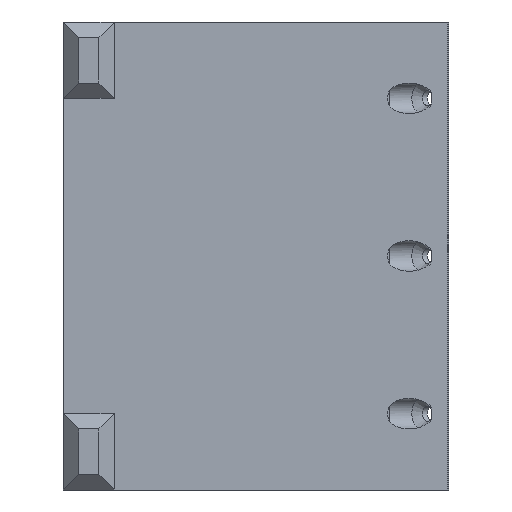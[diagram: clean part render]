
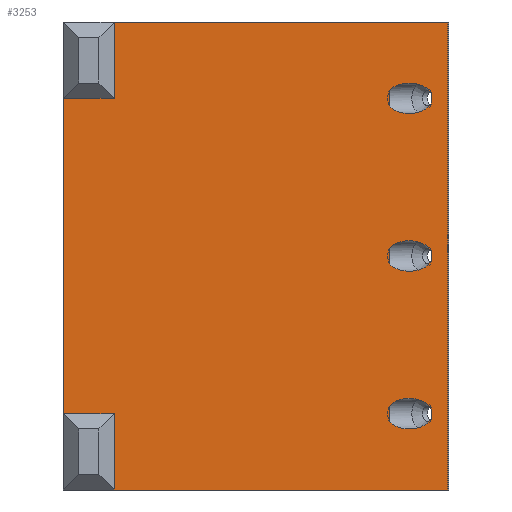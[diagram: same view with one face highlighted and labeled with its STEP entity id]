
A CAD part, front view. The second image highlights one B-rep face of the part: STEP entity #3253.
In plain terms, the highlighted planar face has unit normal (0, -1, 0).
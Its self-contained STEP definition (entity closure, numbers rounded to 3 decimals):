
#36=(
BOUNDED_CURVE()
B_SPLINE_CURVE(2,(#5227,#5228,#5229),.UNSPECIFIED.,.F.,.F.)
B_SPLINE_CURVE_WITH_KNOTS((3,3),(7.654,8.532),
 .UNSPECIFIED.)
CURVE()
GEOMETRIC_REPRESENTATION_ITEM()
RATIONAL_B_SPLINE_CURVE((2.172,2.179,2.172))
REPRESENTATION_ITEM('')
);
#37=(
BOUNDED_CURVE()
B_SPLINE_CURVE(2,(#5237,#5238,#5239),.UNSPECIFIED.,.F.,.F.)
B_SPLINE_CURVE_WITH_KNOTS((3,3),(7.654,8.532),
 .UNSPECIFIED.)
CURVE()
GEOMETRIC_REPRESENTATION_ITEM()
RATIONAL_B_SPLINE_CURVE((2.172,2.179,2.172))
REPRESENTATION_ITEM('')
);
#38=(
BOUNDED_CURVE()
B_SPLINE_CURVE(2,(#5247,#5248,#5249),.UNSPECIFIED.,.F.,.F.)
B_SPLINE_CURVE_WITH_KNOTS((3,3),(7.654,8.532),
 .UNSPECIFIED.)
CURVE()
GEOMETRIC_REPRESENTATION_ITEM()
RATIONAL_B_SPLINE_CURVE((2.172,2.179,2.172))
REPRESENTATION_ITEM('')
);
#100=ELLIPSE('',#3506,4.559,3.);
#101=ELLIPSE('',#3507,4.559,3.);
#102=ELLIPSE('',#3508,4.559,3.);
#103=ELLIPSE('',#3509,4.559,3.);
#104=ELLIPSE('',#3510,4.559,3.);
#105=ELLIPSE('',#3511,4.559,3.);
#211=FACE_BOUND('',#517,.T.);
#212=FACE_BOUND('',#518,.T.);
#213=FACE_BOUND('',#519,.T.);
#299=FACE_OUTER_BOUND('',#516,.T.);
#516=EDGE_LOOP('',(#2628,#2629,#2630,#2631,#2632,#2633,#2634,#2635));
#517=EDGE_LOOP('',(#2636,#2637,#2638,#2639));
#518=EDGE_LOOP('',(#2640,#2641,#2642,#2643));
#519=EDGE_LOOP('',(#2644,#2645,#2646,#2647));
#722=LINE('',#4747,#1080);
#865=LINE('',#5162,#1223);
#871=LINE('',#5177,#1229);
#872=LINE('',#5179,#1230);
#874=LINE('',#5183,#1232);
#880=LINE('',#5194,#1238);
#891=LINE('',#5216,#1249);
#892=LINE('',#5224,#1250);
#893=LINE('',#5233,#1251);
#894=LINE('',#5243,#1252);
#895=LINE('',#5253,#1253);
#1080=VECTOR('',#3785,10.);
#1223=VECTOR('',#4114,10.);
#1229=VECTOR('',#4126,10.);
#1230=VECTOR('',#4129,10.);
#1232=VECTOR('',#4133,10.);
#1238=VECTOR('',#4141,10.);
#1249=VECTOR('',#4160,10.);
#1250=VECTOR('',#4171,10.);
#1251=VECTOR('',#4174,10.);
#1252=VECTOR('',#4179,10.);
#1253=VECTOR('',#4184,10.);
#1428=VERTEX_POINT('',#4727);
#1435=VERTEX_POINT('',#4745);
#1570=VERTEX_POINT('',#5149);
#1574=VERTEX_POINT('',#5161);
#1580=VERTEX_POINT('',#5175);
#1581=VERTEX_POINT('',#5182);
#1585=VERTEX_POINT('',#5192);
#1592=VERTEX_POINT('',#5214);
#1595=VERTEX_POINT('',#5225);
#1596=VERTEX_POINT('',#5226);
#1597=VERTEX_POINT('',#5230);
#1598=VERTEX_POINT('',#5232);
#1599=VERTEX_POINT('',#5235);
#1600=VERTEX_POINT('',#5236);
#1601=VERTEX_POINT('',#5240);
#1602=VERTEX_POINT('',#5242);
#1603=VERTEX_POINT('',#5245);
#1604=VERTEX_POINT('',#5246);
#1605=VERTEX_POINT('',#5250);
#1606=VERTEX_POINT('',#5252);
#1750=EDGE_CURVE('',#1435,#1428,#722,.T.);
#1941=EDGE_CURVE('',#1570,#1574,#865,.T.);
#1949=EDGE_CURVE('',#1570,#1580,#871,.T.);
#1950=EDGE_CURVE('',#1580,#1428,#872,.T.);
#1952=EDGE_CURVE('',#1435,#1581,#874,.T.);
#1958=EDGE_CURVE('',#1581,#1585,#880,.T.);
#1970=EDGE_CURVE('',#1585,#1592,#891,.T.);
#1973=EDGE_CURVE('',#1574,#1592,#892,.T.);
#1974=EDGE_CURVE('',#1595,#1596,#36,.T.);
#1975=EDGE_CURVE('',#1595,#1597,#100,.T.);
#1976=EDGE_CURVE('',#1597,#1598,#893,.T.);
#1977=EDGE_CURVE('',#1598,#1596,#101,.T.);
#1978=EDGE_CURVE('',#1599,#1600,#37,.T.);
#1979=EDGE_CURVE('',#1599,#1601,#102,.T.);
#1980=EDGE_CURVE('',#1601,#1602,#894,.T.);
#1981=EDGE_CURVE('',#1602,#1600,#103,.T.);
#1982=EDGE_CURVE('',#1603,#1604,#38,.T.);
#1983=EDGE_CURVE('',#1603,#1605,#104,.T.);
#1984=EDGE_CURVE('',#1605,#1606,#895,.T.);
#1985=EDGE_CURVE('',#1606,#1604,#105,.T.);
#2628=ORIENTED_EDGE('',*,*,#1949,.T.);
#2629=ORIENTED_EDGE('',*,*,#1950,.T.);
#2630=ORIENTED_EDGE('',*,*,#1750,.F.);
#2631=ORIENTED_EDGE('',*,*,#1952,.T.);
#2632=ORIENTED_EDGE('',*,*,#1958,.T.);
#2633=ORIENTED_EDGE('',*,*,#1970,.T.);
#2634=ORIENTED_EDGE('',*,*,#1973,.F.);
#2635=ORIENTED_EDGE('',*,*,#1941,.F.);
#2636=ORIENTED_EDGE('',*,*,#1974,.F.);
#2637=ORIENTED_EDGE('',*,*,#1975,.T.);
#2638=ORIENTED_EDGE('',*,*,#1976,.T.);
#2639=ORIENTED_EDGE('',*,*,#1977,.T.);
#2640=ORIENTED_EDGE('',*,*,#1978,.F.);
#2641=ORIENTED_EDGE('',*,*,#1979,.T.);
#2642=ORIENTED_EDGE('',*,*,#1980,.T.);
#2643=ORIENTED_EDGE('',*,*,#1981,.T.);
#2644=ORIENTED_EDGE('',*,*,#1982,.F.);
#2645=ORIENTED_EDGE('',*,*,#1983,.T.);
#2646=ORIENTED_EDGE('',*,*,#1984,.T.);
#2647=ORIENTED_EDGE('',*,*,#1985,.T.);
#3104=PLANE('',#3505);
#3253=ADVANCED_FACE('',(#299,#211,#212,#213),#3104,.T.);
#3505=AXIS2_PLACEMENT_3D('',#5223,#4169,#4170);
#3506=AXIS2_PLACEMENT_3D('',#5231,#4172,#4173);
#3507=AXIS2_PLACEMENT_3D('',#5234,#4175,#4176);
#3508=AXIS2_PLACEMENT_3D('',#5241,#4177,#4178);
#3509=AXIS2_PLACEMENT_3D('',#5244,#4180,#4181);
#3510=AXIS2_PLACEMENT_3D('',#5251,#4182,#4183);
#3511=AXIS2_PLACEMENT_3D('',#5254,#4185,#4186);
#3785=DIRECTION('',(0.,0.,1.));
#4114=DIRECTION('',(1.,0.,0.));
#4126=DIRECTION('',(0.,0.,-1.));
#4129=DIRECTION('',(-1.,0.,0.));
#4133=DIRECTION('',(1.,0.,0.));
#4141=DIRECTION('',(0.,0.,-1.));
#4160=DIRECTION('',(1.,0.,0.));
#4169=DIRECTION('center_axis',(0.,-1.,0.));
#4170=DIRECTION('ref_axis',(1.,0.,0.));
#4171=DIRECTION('',(0.,0.,-1.));
#4172=DIRECTION('center_axis',(0.,1.,0.));
#4173=DIRECTION('ref_axis',(-1.,0.,0.));
#4174=DIRECTION('',(0.,0.,1.));
#4175=DIRECTION('center_axis',(0.,1.,0.));
#4176=DIRECTION('ref_axis',(-1.,0.,0.));
#4177=DIRECTION('center_axis',(0.,1.,0.));
#4178=DIRECTION('ref_axis',(-1.,0.,0.));
#4179=DIRECTION('',(0.,0.,1.));
#4180=DIRECTION('center_axis',(0.,1.,0.));
#4181=DIRECTION('ref_axis',(-1.,0.,0.));
#4182=DIRECTION('center_axis',(0.,1.,0.));
#4183=DIRECTION('ref_axis',(-1.,0.,0.));
#4184=DIRECTION('',(0.,0.,1.));
#4185=DIRECTION('center_axis',(0.,1.,0.));
#4186=DIRECTION('ref_axis',(-1.,0.,0.));
#4727=CARTESIAN_POINT('',(-109.,-33.,77.));
#4745=CARTESIAN_POINT('',(-109.,-33.,15.));
#4747=CARTESIAN_POINT('',(-109.,-33.,0.));
#5149=CARTESIAN_POINT('',(-99.,-33.,92.));
#5161=CARTESIAN_POINT('',(-33.4,-33.,92.));
#5162=CARTESIAN_POINT('',(-109.,-33.,92.));
#5175=CARTESIAN_POINT('',(-99.,-33.,77.));
#5177=CARTESIAN_POINT('',(-99.,-33.,38.5));
#5179=CARTESIAN_POINT('',(-109.,-33.,77.));
#5182=CARTESIAN_POINT('',(-99.,-33.,15.));
#5183=CARTESIAN_POINT('',(-104.,-33.,15.));
#5192=CARTESIAN_POINT('',(-99.,-33.,0.));
#5194=CARTESIAN_POINT('',(-99.,-33.,0.));
#5214=CARTESIAN_POINT('',(-33.4,-33.,0.));
#5216=CARTESIAN_POINT('',(-109.,-33.,0.));
#5223=CARTESIAN_POINT('Origin',(-109.,-33.,0.));
#5224=CARTESIAN_POINT('',(-33.4,-33.,0.));
#5225=CARTESIAN_POINT('',(-36.652,-33.,14.1));
#5226=CARTESIAN_POINT('',(-36.652,-33.,15.9));
#5227=CARTESIAN_POINT('Ctrl Pts',(-36.652,-33.,14.1));
#5228=CARTESIAN_POINT('Ctrl Pts',(-36.456,-33.,15.));
#5229=CARTESIAN_POINT('Ctrl Pts',(-36.652,-33.,15.9));
#5230=CARTESIAN_POINT('',(-44.952,-33.,13.503));
#5231=CARTESIAN_POINT('Origin',(-41.001,-33.,15.));
#5232=CARTESIAN_POINT('',(-44.952,-33.,16.497));
#5233=CARTESIAN_POINT('',(-44.952,-33.,7.5));
#5234=CARTESIAN_POINT('Origin',(-41.001,-33.,15.));
#5235=CARTESIAN_POINT('',(-36.652,-33.,45.1));
#5236=CARTESIAN_POINT('',(-36.652,-33.,46.9));
#5237=CARTESIAN_POINT('Ctrl Pts',(-36.652,-33.,45.1));
#5238=CARTESIAN_POINT('Ctrl Pts',(-36.456,-33.,46.));
#5239=CARTESIAN_POINT('Ctrl Pts',(-36.652,-33.,46.9));
#5240=CARTESIAN_POINT('',(-44.952,-33.,44.503));
#5241=CARTESIAN_POINT('Origin',(-41.001,-33.,46.));
#5242=CARTESIAN_POINT('',(-44.952,-33.,47.497));
#5243=CARTESIAN_POINT('',(-44.952,-33.,23.));
#5244=CARTESIAN_POINT('Origin',(-41.001,-33.,46.));
#5245=CARTESIAN_POINT('',(-36.652,-33.,76.1));
#5246=CARTESIAN_POINT('',(-36.652,-33.,77.9));
#5247=CARTESIAN_POINT('Ctrl Pts',(-36.652,-33.,76.1));
#5248=CARTESIAN_POINT('Ctrl Pts',(-36.456,-33.,77.));
#5249=CARTESIAN_POINT('Ctrl Pts',(-36.652,-33.,77.9));
#5250=CARTESIAN_POINT('',(-44.952,-33.,75.503));
#5251=CARTESIAN_POINT('Origin',(-41.001,-33.,77.));
#5252=CARTESIAN_POINT('',(-44.952,-33.,78.497));
#5253=CARTESIAN_POINT('',(-44.952,-33.,38.5));
#5254=CARTESIAN_POINT('Origin',(-41.001,-33.,77.));
